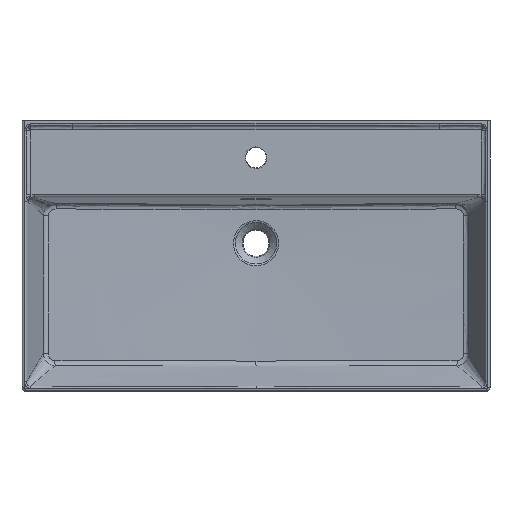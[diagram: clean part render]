
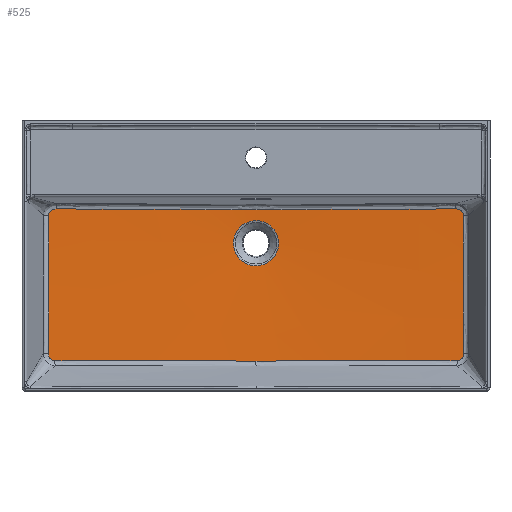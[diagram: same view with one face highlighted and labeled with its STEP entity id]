
A CAD part, top view. The second image highlights one B-rep face of the part: STEP entity #525.
In plain terms, the highlighted conical face has half-angle 88 degrees and reference radius 37 mm.
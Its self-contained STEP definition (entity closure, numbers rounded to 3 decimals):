
#204=CONICAL_SURFACE('',#2708,37.,88.);
#214=CIRCLE('',#2707,38.843);
#275=FACE_BOUND('',#845,.T.);
#276=FACE_BOUND('',#846,.T.);
#525=ADVANCED_FACE('',(#275,#276),#204,.F.);
#845=EDGE_LOOP('',(#1094));
#846=EDGE_LOOP('',(#1095,#1096,#1097,#1098,#1099,#1100,#1101,#1102,#1103));
#1094=ORIENTED_EDGE('',*,*,#2139,.T.);
#1095=ORIENTED_EDGE('',*,*,#2140,.T.);
#1096=ORIENTED_EDGE('',*,*,#2141,.T.);
#1097=ORIENTED_EDGE('',*,*,#2142,.T.);
#1098=ORIENTED_EDGE('',*,*,#2143,.T.);
#1099=ORIENTED_EDGE('',*,*,#2144,.T.);
#1100=ORIENTED_EDGE('',*,*,#2145,.T.);
#1101=ORIENTED_EDGE('',*,*,#2146,.T.);
#1102=ORIENTED_EDGE('',*,*,#2147,.T.);
#1103=ORIENTED_EDGE('',*,*,#2148,.T.);
#1882=VERTEX_POINT('',#3680);
#1883=VERTEX_POINT('',#3695);
#1884=VERTEX_POINT('',#3696);
#1885=VERTEX_POINT('',#3703);
#1886=VERTEX_POINT('',#3708);
#1887=VERTEX_POINT('',#3717);
#1888=VERTEX_POINT('',#3724);
#1889=VERTEX_POINT('',#3731);
#1890=VERTEX_POINT('',#3742);
#1891=VERTEX_POINT('',#3747);
#2139=EDGE_CURVE('',#1882,#1882,#214,.T.);
#2140=EDGE_CURVE('',#1883,#1884,#2489,.T.);
#2141=EDGE_CURVE('',#1884,#1885,#2490,.T.);
#2142=EDGE_CURVE('',#1885,#1886,#2491,.T.);
#2143=EDGE_CURVE('',#1886,#1887,#2492,.T.);
#2144=EDGE_CURVE('',#1887,#1888,#2493,.T.);
#2145=EDGE_CURVE('',#1888,#1889,#2494,.T.);
#2146=EDGE_CURVE('',#1889,#1890,#2495,.T.);
#2147=EDGE_CURVE('',#1890,#1891,#2496,.T.);
#2148=EDGE_CURVE('',#1891,#1883,#2497,.T.);
#2489=B_SPLINE_CURVE_WITH_KNOTS('',3,(#3681,#3682,#3683,#3684,#3685,#3686,
#3687,#3688,#3689,#3690,#3691,#3692,#3693,#3694),.UNSPECIFIED.,.F.,.F.,
(4,2,2,2,2,2,4),(0.,0.25,0.375,0.5,0.625,0.75,1.),.UNSPECIFIED.);
#2490=B_SPLINE_CURVE_WITH_KNOTS('',3,(#3697,#3698,#3699,#3700,#3701,#3702),
 .UNSPECIFIED.,.F.,.F.,(4,2,4),(0.,0.5,1.),.UNSPECIFIED.);
#2491=B_SPLINE_CURVE_WITH_KNOTS('',3,(#3704,#3705,#3706,#3707),
 .UNSPECIFIED.,.F.,.F.,(4,4),(0.,1.),.UNSPECIFIED.);
#2492=B_SPLINE_CURVE_WITH_KNOTS('',3,(#3709,#3710,#3711,#3712,#3713,#3714,
#3715,#3716),.UNSPECIFIED.,.F.,.F.,(4,2,2,4),(0.,0.5,0.75,1.),
 .UNSPECIFIED.);
#2493=B_SPLINE_CURVE_WITH_KNOTS('',3,(#3718,#3719,#3720,#3721,#3722,#3723),
 .UNSPECIFIED.,.F.,.F.,(4,2,4),(0.,0.5,1.),.UNSPECIFIED.);
#2494=B_SPLINE_CURVE_WITH_KNOTS('',3,(#3725,#3726,#3727,#3728,#3729,#3730),
 .UNSPECIFIED.,.F.,.F.,(4,2,4),(0.,0.5,1.),.UNSPECIFIED.);
#2495=B_SPLINE_CURVE_WITH_KNOTS('',3,(#3732,#3733,#3734,#3735,#3736,#3737,
#3738,#3739,#3740,#3741),.UNSPECIFIED.,.F.,.F.,(4,2,2,2,4),(0.,0.25,0.5,
0.75,1.),.UNSPECIFIED.);
#2496=B_SPLINE_CURVE_WITH_KNOTS('',3,(#3743,#3744,#3745,#3746),
 .UNSPECIFIED.,.F.,.F.,(4,4),(0.,1.),.UNSPECIFIED.);
#2497=B_SPLINE_CURVE_WITH_KNOTS('',3,(#3748,#3749,#3750,#3751,#3752,#3753),
 .UNSPECIFIED.,.F.,.F.,(4,2,4),(0.,0.5,1.),.UNSPECIFIED.);
#2707=AXIS2_PLACEMENT_3D('',#3679,#2907,#2908);
#2708=AXIS2_PLACEMENT_3D('',#3754,#2909,#2910);
#2907=DIRECTION('',(0.,0.,-1.));
#2908=DIRECTION('',(-1.,0.,0.));
#2909=DIRECTION('',(0.,0.,1.));
#2910=DIRECTION('',(1.,0.,0.));
#3679=CARTESIAN_POINT('',(0.,-210.,-83.936));
#3680=CARTESIAN_POINT('',(-38.843,-210.,-83.936));
#3681=CARTESIAN_POINT('',(343.354,-151.02,-73.126));
#3682=CARTESIAN_POINT('',(286.135,-151.288,-75.097));
#3683=CARTESIAN_POINT('',(228.916,-151.554,-77.066));
#3684=CARTESIAN_POINT('',(143.084,-151.904,-79.909));
#3685=CARTESIAN_POINT('',(114.473,-152.013,-80.846));
#3686=CARTESIAN_POINT('',(57.245,-152.158,-82.505));
#3687=CARTESIAN_POINT('',(28.629,-152.156,-83.272));
#3688=CARTESIAN_POINT('',(-28.646,-152.156,-83.272));
#3689=CARTESIAN_POINT('',(-57.261,-152.157,-82.505));
#3690=CARTESIAN_POINT('',(-114.486,-152.013,-80.845));
#3691=CARTESIAN_POINT('',(-143.095,-151.904,-79.908));
#3692=CARTESIAN_POINT('',(-228.923,-151.554,-77.066));
#3693=CARTESIAN_POINT('',(-286.139,-151.288,-75.097));
#3694=CARTESIAN_POINT('',(-343.354,-151.02,-73.126));
#3695=CARTESIAN_POINT('',(343.354,-151.02,-73.126));
#3696=CARTESIAN_POINT('',(-343.354,-151.02,-73.126));
#3697=CARTESIAN_POINT('',(-343.354,-151.02,-73.126));
#3698=CARTESIAN_POINT('',(-346.588,-151.005,-73.015));
#3699=CARTESIAN_POINT('',(-349.803,-151.972,-72.91));
#3700=CARTESIAN_POINT('',(-354.753,-156.141,-72.762));
#3701=CARTESIAN_POINT('',(-356.217,-159.282,-72.728));
#3702=CARTESIAN_POINT('',(-356.212,-162.53,-72.743));
#3703=CARTESIAN_POINT('',(-356.212,-162.53,-72.743));
#3704=CARTESIAN_POINT('',(-356.212,-162.53,-72.743));
#3705=CARTESIAN_POINT('',(-356.087,-241.54,-73.112));
#3706=CARTESIAN_POINT('',(-356.293,-320.552,-72.493));
#3707=CARTESIAN_POINT('',(-356.741,-399.551,-71.185));
#3708=CARTESIAN_POINT('',(-356.741,-399.551,-71.185));
#3709=CARTESIAN_POINT('',(-356.741,-399.551,-71.185));
#3710=CARTESIAN_POINT('',(-356.759,-402.682,-71.133));
#3711=CARTESIAN_POINT('',(-355.781,-405.864,-71.11));
#3712=CARTESIAN_POINT('',(-352.614,-409.27,-71.148));
#3713=CARTESIAN_POINT('',(-351.303,-410.156,-71.173));
#3714=CARTESIAN_POINT('',(-348.415,-411.309,-71.24));
#3715=CARTESIAN_POINT('',(-346.869,-411.575,-71.282));
#3716=CARTESIAN_POINT('',(-345.305,-411.58,-71.329));
#3717=CARTESIAN_POINT('',(-345.305,-411.58,-71.329));
#3718=CARTESIAN_POINT('',(-345.305,-411.58,-71.329));
#3719=CARTESIAN_POINT('',(-287.766,-411.758,-73.062));
#3720=CARTESIAN_POINT('',(-230.225,-411.916,-74.709));
#3721=CARTESIAN_POINT('',(-115.125,-412.178,-77.313));
#3722=CARTESIAN_POINT('',(-57.566,-412.273,-78.229));
#3723=CARTESIAN_POINT('',(0.,-412.273,-78.229));
#3724=CARTESIAN_POINT('',(0.,-412.273,-78.229));
#3725=CARTESIAN_POINT('',(0.,-412.273,-78.229));
#3726=CARTESIAN_POINT('',(57.566,-412.273,-78.229));
#3727=CARTESIAN_POINT('',(115.124,-412.178,-77.313));
#3728=CARTESIAN_POINT('',(230.224,-411.916,-74.709));
#3729=CARTESIAN_POINT('',(287.766,-411.758,-73.062));
#3730=CARTESIAN_POINT('',(345.305,-411.58,-71.329));
#3731=CARTESIAN_POINT('',(345.305,-411.58,-71.329));
#3732=CARTESIAN_POINT('',(345.305,-411.58,-71.329));
#3733=CARTESIAN_POINT('',(346.871,-411.575,-71.282));
#3734=CARTESIAN_POINT('',(348.435,-411.303,-71.24));
#3735=CARTESIAN_POINT('',(351.311,-410.151,-71.173));
#3736=CARTESIAN_POINT('',(352.631,-409.257,-71.148));
#3737=CARTESIAN_POINT('',(354.737,-406.982,-71.123));
#3738=CARTESIAN_POINT('',(355.526,-405.611,-71.122));
#3739=CARTESIAN_POINT('',(356.535,-402.646,-71.14));
#3740=CARTESIAN_POINT('',(356.75,-401.114,-71.159));
#3741=CARTESIAN_POINT('',(356.741,-399.551,-71.185));
#3742=CARTESIAN_POINT('',(356.741,-399.551,-71.185));
#3743=CARTESIAN_POINT('',(356.741,-399.551,-71.185));
#3744=CARTESIAN_POINT('',(356.293,-320.551,-72.493));
#3745=CARTESIAN_POINT('',(356.087,-241.54,-73.112));
#3746=CARTESIAN_POINT('',(356.212,-162.53,-72.743));
#3747=CARTESIAN_POINT('',(356.212,-162.53,-72.743));
#3748=CARTESIAN_POINT('',(356.212,-162.53,-72.743));
#3749=CARTESIAN_POINT('',(356.217,-159.282,-72.728));
#3750=CARTESIAN_POINT('',(354.753,-156.141,-72.762));
#3751=CARTESIAN_POINT('',(349.803,-151.972,-72.91));
#3752=CARTESIAN_POINT('',(346.588,-151.005,-73.015));
#3753=CARTESIAN_POINT('',(343.354,-151.02,-73.126));
#3754=CARTESIAN_POINT('',(0.,-210.,-84.));
